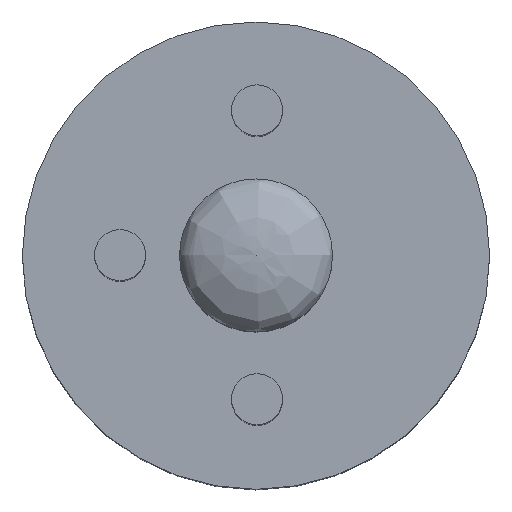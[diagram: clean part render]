
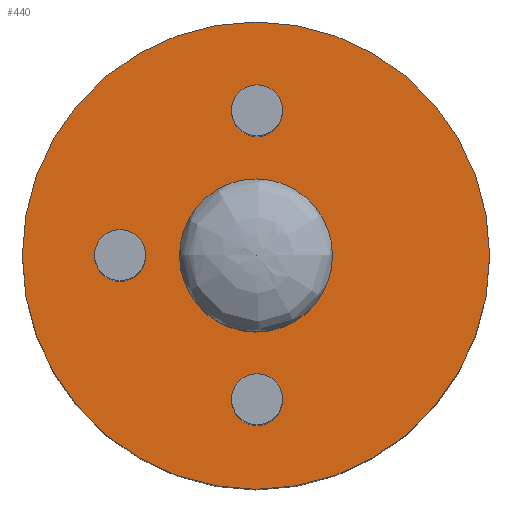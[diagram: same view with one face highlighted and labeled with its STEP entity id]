
A CAD part, top view. The second image highlights one B-rep face of the part: STEP entity #440.
In plain terms, the highlighted planar face has unit normal (0, 0, -1).
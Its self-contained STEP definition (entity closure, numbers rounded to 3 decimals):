
#399=CARTESIAN_POINT('',(4.5,-0.,36.5));
#400=VERTEX_POINT('',#399);
#410=CARTESIAN_POINT('',(0.,0.,36.5));
#411=DIRECTION('',(0.,0.,1.));
#412=DIRECTION('',(1.,0.,-0.));
#413=AXIS2_PLACEMENT_3D('',#410,#411,#412);
#414=CIRCLE('',#413,4.5);
#415=EDGE_CURVE('',#400,#400,#414,.T.);
#421=CARTESIAN_POINT('',(-13.75,0.,36.5));
#422=DIRECTION('',(0.,0.,-1.));
#423=DIRECTION('',(-1.,0.,0.));
#424=AXIS2_PLACEMENT_3D('',#421,#422,#423);
#425=PLANE('',#424);
#426=ORIENTED_EDGE('',*,*,#415,.T.);
#427=EDGE_LOOP('',(#426));
#428=FACE_BOUND('',#427,.T.);
#429=CARTESIAN_POINT('',(13.75,-0.,36.5));
#430=VERTEX_POINT('',#429);
#431=CARTESIAN_POINT('',(0.,0.,36.5));
#432=DIRECTION('',(0.,0.,1.));
#433=DIRECTION('',(1.,0.,-0.));
#434=AXIS2_PLACEMENT_3D('',#431,#432,#433);
#435=CIRCLE('',#434,13.75);
#436=EDGE_CURVE('',#430,#430,#435,.T.);
#437=ORIENTED_EDGE('',*,*,#436,.F.);
#438=EDGE_LOOP('',(#437));
#439=FACE_BOUND('',#438,.T.);
#440=ADVANCED_FACE('',(#428,#439),#425,.T.);
